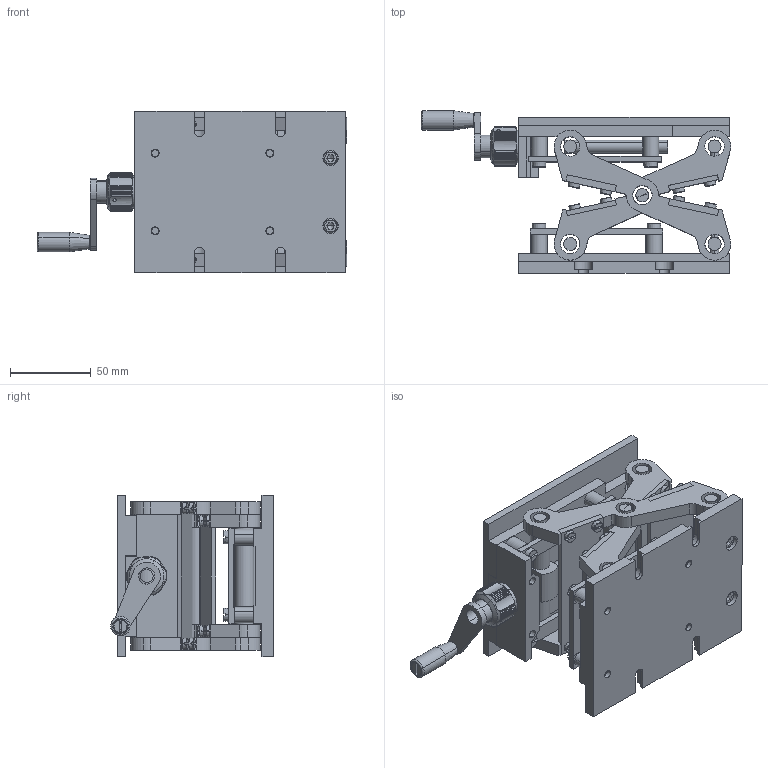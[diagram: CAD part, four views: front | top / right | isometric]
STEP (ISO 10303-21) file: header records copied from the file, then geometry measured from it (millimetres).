
FILE_DESCRIPTION (( 'STEP AP214' ), '1' );
FILE_NAME ('GCM-1702M-20161110.STEP', '2016-11-10T05:59:31', ( 't' ), ( 'd' ), 'SwSTEP 2.0', 'SolidWorks 2012', '' );
FILE_SCHEMA (( 'AUTOMOTIVE_DESIGN' ));
Length unit declared in the file: millimetre
Products named in the file (1): GCM-1702M-20161110
Bounding box: 191.27 x 100.52 x 100 mm (x, y, z)
Surface area: 169524.3 mm2 (no closed solid volume)
Topology: 0 solids, 88 shells, 809 faces, 2554 edges, 1776 vertices
Faces by surface type: plane 334, cylinder 333, cone 88, torus 54
Entity records: 39213 total; most frequent: CARTESIAN_POINT 7550, DIRECTION 4886, ORIENTED_EDGE 4316, EDGE_CURVE 2542, AXIS2_PLACEMENT_3D 1874, VERTEX_POINT 1776, LINE 1138, VECTOR 1138
